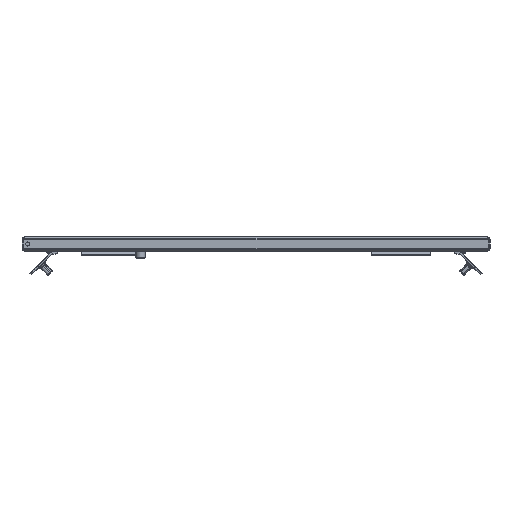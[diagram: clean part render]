
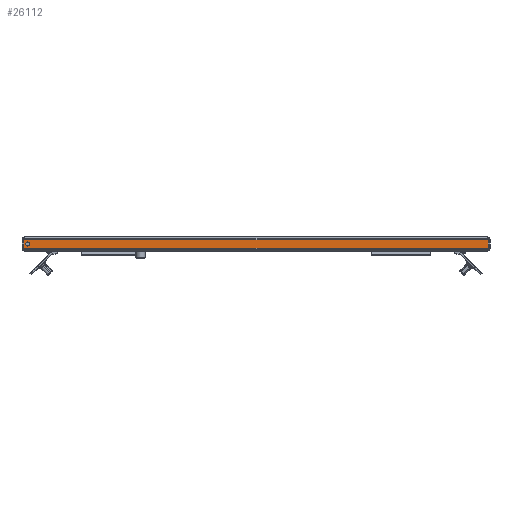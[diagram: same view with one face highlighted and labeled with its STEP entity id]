
A CAD part, front view. The second image highlights one B-rep face of the part: STEP entity #26112.
In plain terms, the highlighted planar face has unit normal (0, -1, 0).
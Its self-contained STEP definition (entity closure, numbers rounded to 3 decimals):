
#975 = LINE ( 'NONE', #1821, #75628 ) ;
#1821 = CARTESIAN_POINT ( 'NONE',  ( 195.923, -1000., -8.2 ) ) ;
#4730 = VECTOR ( 'NONE', #39594, 1000. ) ;
#4910 = CARTESIAN_POINT ( 'NONE',  ( -192.5, -1000., -2.9 ) ) ;
#7952 = ORIENTED_EDGE ( 'NONE', *, *, #74224, .F. ) ;
#10755 = EDGE_CURVE ( 'NONE', #16069, #23782, #53069, .T. ) ;
#11001 = CIRCLE ( 'NONE', #21757, 1.7 ) ;
#11160 = EDGE_LOOP ( 'NONE', ( #68831, #57527 ) ) ;
#11546 = VERTEX_POINT ( 'NONE', #82639 ) ;
#12859 = EDGE_LOOP ( 'NONE', ( #7952, #54469, #38620, #82205 ) ) ;
#13631 = FACE_BOUND ( 'NONE', #11160, .T. ) ;
#14441 = DIRECTION ( 'NONE',  ( 0., -1., 0. ) ) ;
#16069 = VERTEX_POINT ( 'NONE', #61292 ) ;
#17050 = DIRECTION ( 'NONE',  ( 1., 0., 0. ) ) ;
#18545 = EDGE_CURVE ( 'NONE', #55201, #36866, #11001, .T. ) ;
#18697 = CARTESIAN_POINT ( 'NONE',  ( 0., -1000., -8.2 ) ) ;
#19924 = DIRECTION ( 'NONE',  ( 0., 0., 1. ) ) ;
#20759 = DIRECTION ( 'NONE',  ( 0., 0., -1. ) ) ;
#21757 = AXIS2_PLACEMENT_3D ( 'NONE', #26210, #14441, #20759 ) ;
#22722 = CARTESIAN_POINT ( 'NONE',  ( 195.923, -1000., -1. ) ) ;
#23389 = LINE ( 'NONE', #24202, #67711 ) ;
#23782 = VERTEX_POINT ( 'NONE', #48360 ) ;
#24202 = CARTESIAN_POINT ( 'NONE',  ( 0., -1000., -1. ) ) ;
#26112 = ADVANCED_FACE ( 'NONE', ( #13631, #39210 ), #77431, .F. ) ;
#26210 = CARTESIAN_POINT ( 'NONE',  ( -192.5, -1000., -4.6 ) ) ;
#36866 = VERTEX_POINT ( 'NONE', #72039 ) ;
#38620 = ORIENTED_EDGE ( 'NONE', *, *, #75130, .T. ) ;
#39167 = CARTESIAN_POINT ( 'NONE',  ( 0., -1000., -8.2 ) ) ;
#39210 = FACE_OUTER_BOUND ( 'NONE', #12859, .T. ) ;
#39594 = DIRECTION ( 'NONE',  ( 1., 0., 0. ) ) ;
#39919 = AXIS2_PLACEMENT_3D ( 'NONE', #18697, #76624, #19924 ) ;
#40113 = AXIS2_PLACEMENT_3D ( 'NONE', #54156, #60431, #47423 ) ;
#41599 = CARTESIAN_POINT ( 'NONE',  ( -195.923, -1000., -8.2 ) ) ;
#42395 = DIRECTION ( 'NONE',  ( 0., 0., -1. ) ) ;
#47423 = DIRECTION ( 'NONE',  ( 0., 0., -1. ) ) ;
#47580 = VECTOR ( 'NONE', #42395, 1000. ) ;
#48360 = CARTESIAN_POINT ( 'NONE',  ( 195.923, -1000., -8.2 ) ) ;
#51196 = EDGE_CURVE ( 'NONE', #11546, #72022, #23389, .T. ) ;
#53069 = LINE ( 'NONE', #39167, #4730 ) ;
#54156 = CARTESIAN_POINT ( 'NONE',  ( -192.5, -1000., -4.6 ) ) ;
#54469 = ORIENTED_EDGE ( 'NONE', *, *, #51196, .F. ) ;
#55201 = VERTEX_POINT ( 'NONE', #4910 ) ;
#57527 = ORIENTED_EDGE ( 'NONE', *, *, #18545, .F. ) ;
#60431 = DIRECTION ( 'NONE',  ( 0., -1., 0. ) ) ;
#61292 = CARTESIAN_POINT ( 'NONE',  ( -195.923, -1000., -8.2 ) ) ;
#66486 = DIRECTION ( 'NONE',  ( 0., 0., -1. ) ) ;
#67124 = EDGE_CURVE ( 'NONE', #36866, #55201, #76330, .T. ) ;
#67711 = VECTOR ( 'NONE', #17050, 1000. ) ;
#68831 = ORIENTED_EDGE ( 'NONE', *, *, #67124, .F. ) ;
#72022 = VERTEX_POINT ( 'NONE', #22722 ) ;
#72039 = CARTESIAN_POINT ( 'NONE',  ( -192.5, -1000., -6.3 ) ) ;
#72705 = LINE ( 'NONE', #41599, #47580 ) ;
#74224 = EDGE_CURVE ( 'NONE', #72022, #23782, #975, .T. ) ;
#75130 = EDGE_CURVE ( 'NONE', #11546, #16069, #72705, .T. ) ;
#75628 = VECTOR ( 'NONE', #66486, 1000. ) ;
#76330 = CIRCLE ( 'NONE', #40113, 1.7 ) ;
#76624 = DIRECTION ( 'NONE',  ( 0., 1., 0. ) ) ;
#77431 = PLANE ( 'NONE',  #39919 ) ;
#82205 = ORIENTED_EDGE ( 'NONE', *, *, #10755, .T. ) ;
#82639 = CARTESIAN_POINT ( 'NONE',  ( -195.923, -1000., -1. ) ) ;
